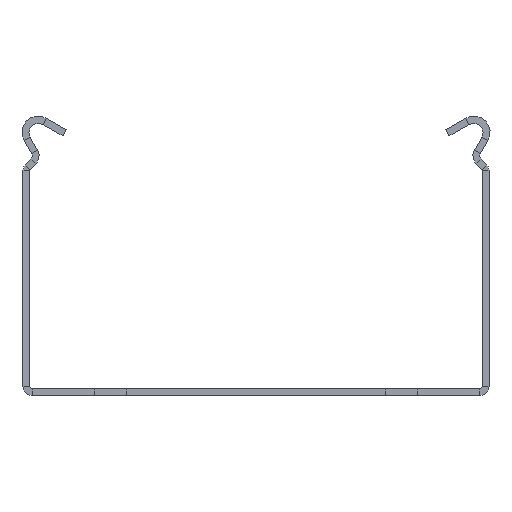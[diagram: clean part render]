
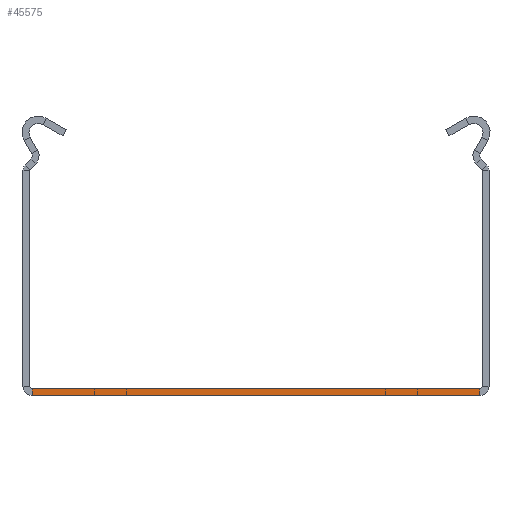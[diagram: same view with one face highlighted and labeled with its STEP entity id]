
A CAD part, front view. The second image highlights one B-rep face of the part: STEP entity #45575.
In plain terms, the highlighted planar face has unit normal (0, -1, 0).
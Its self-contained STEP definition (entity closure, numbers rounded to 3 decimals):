
#6441=FACE_OUTER_BOUND('',#9159,.T.);
#9159=EDGE_LOOP('',(#40263,#40264,#40265,#40266));
#13980=LINE('',#76043,#18344);
#13991=LINE('',#76072,#18355);
#13995=LINE('',#76083,#18359);
#13996=LINE('',#76084,#18360);
#18344=VECTOR('',#62980,10.);
#18355=VECTOR('',#63013,10.);
#18359=VECTOR('',#63029,10.);
#18360=VECTOR('',#63030,10.);
#22678=VERTEX_POINT('',#76024);
#22682=VERTEX_POINT('',#76042);
#22685=VERTEX_POINT('',#76054);
#22689=VERTEX_POINT('',#76070);
#29191=EDGE_CURVE('',#22682,#22678,#13980,.T.);
#29206=EDGE_CURVE('',#22685,#22689,#13991,.T.);
#29211=EDGE_CURVE('',#22685,#22678,#13995,.T.);
#29212=EDGE_CURVE('',#22689,#22682,#13996,.F.);
#40263=ORIENTED_EDGE('',*,*,#29191,.T.);
#40264=ORIENTED_EDGE('',*,*,#29211,.F.);
#40265=ORIENTED_EDGE('',*,*,#29206,.T.);
#40266=ORIENTED_EDGE('',*,*,#29212,.T.);
#43377=PLANE('',#49953);
#45575=ADVANCED_FACE('',(#6441),#43377,.T.);
#49953=AXIS2_PLACEMENT_3D('',#76082,#63027,#63028);
#62980=DIRECTION('',(0.,0.,-1.));
#63013=DIRECTION('',(0.,0.,1.));
#63027=DIRECTION('center_axis',(0.,-1.,0.));
#63028=DIRECTION('ref_axis',(0.,0.,-1.));
#63029=DIRECTION('',(-1.,0.,0.));
#63030=DIRECTION('',(1.,0.,0.));
#76024=CARTESIAN_POINT('',(-48.,0.,0.));
#76042=CARTESIAN_POINT('',(-48.,0.,1.5));
#76043=CARTESIAN_POINT('',(-48.,0.,0.5));
#76054=CARTESIAN_POINT('',(48.,0.,0.));
#76070=CARTESIAN_POINT('',(48.,0.,1.5));
#76072=CARTESIAN_POINT('',(48.,0.,0.5));
#76082=CARTESIAN_POINT('Origin',(50.,0.,0.));
#76083=CARTESIAN_POINT('',(50.,0.,0.));
#76084=CARTESIAN_POINT('',(25.,0.,1.5));
